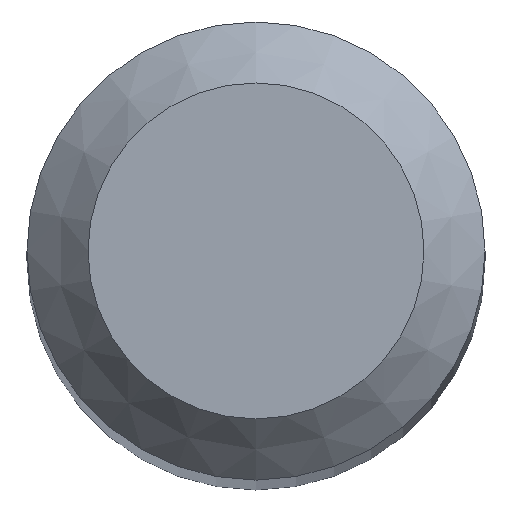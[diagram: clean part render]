
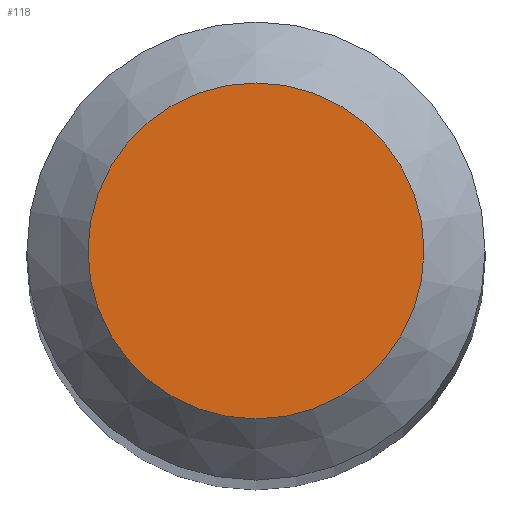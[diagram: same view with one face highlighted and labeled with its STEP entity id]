
A CAD part, top view. The second image highlights one B-rep face of the part: STEP entity #118.
In plain terms, the highlighted planar face has unit normal (0, 0, 1).
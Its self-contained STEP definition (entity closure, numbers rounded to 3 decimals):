
#9 = AXIS2_PLACEMENT_3D ( 'NONE', #148, #172, #130 ) ;
#25 = FACE_OUTER_BOUND ( 'NONE', #61, .T. ) ;
#28 = DIRECTION ( 'NONE',  ( 0., 1., 0. ) ) ;
#29 = CARTESIAN_POINT ( 'NONE',  ( 0., 0., 30. ) ) ;
#52 = VERTEX_POINT ( 'NONE', #104 ) ;
#61 = EDGE_LOOP ( 'NONE', ( #153 ) ) ;
#63 = EDGE_CURVE ( 'NONE', #52, #52, #139, .T. ) ;
#104 = CARTESIAN_POINT ( 'NONE',  ( 0., 0.55, 30. ) ) ;
#118 = ADVANCED_FACE ( 'NONE', ( #25 ), #154, .F. ) ;
#130 = DIRECTION ( 'NONE',  ( 0., 1., 0. ) ) ;
#139 = CIRCLE ( 'NONE', #176, 0.55 ) ;
#148 = CARTESIAN_POINT ( 'NONE',  ( 0., 0., 30. ) ) ;
#153 = ORIENTED_EDGE ( 'NONE', *, *, #63, .F. ) ;
#154 = PLANE ( 'NONE',  #9 ) ;
#170 = DIRECTION ( 'NONE',  ( 0., 0., -1. ) ) ;
#172 = DIRECTION ( 'NONE',  ( 0., 0., -1. ) ) ;
#176 = AXIS2_PLACEMENT_3D ( 'NONE', #29, #170, #28 ) ;
